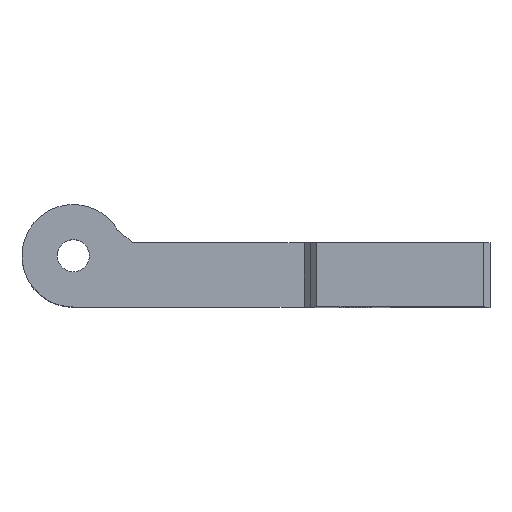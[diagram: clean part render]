
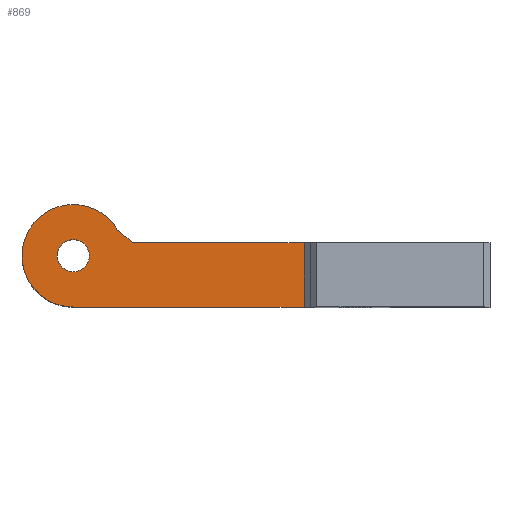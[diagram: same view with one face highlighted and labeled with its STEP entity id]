
A CAD part, top view. The second image highlights one B-rep face of the part: STEP entity #869.
In plain terms, the highlighted planar face has unit normal (0, 0, 1).
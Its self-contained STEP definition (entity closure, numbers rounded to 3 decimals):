
#38 = ORIENTED_EDGE ( 'NONE', *, *, #1223, .F. ) ;
#40 = AXIS2_PLACEMENT_3D ( 'NONE', #383, #1228, #1704 ) ;
#45 = VERTEX_POINT ( 'NONE', #1642 ) ;
#61 = AXIS2_PLACEMENT_3D ( 'NONE', #1225, #361, #650 ) ;
#89 = AXIS2_PLACEMENT_3D ( 'NONE', #267, #264, #577 ) ;
#117 = CARTESIAN_POINT ( 'NONE',  ( 37., 10., 42. ) ) ;
#160 = ORIENTED_EDGE ( 'NONE', *, *, #797, .T. ) ;
#227 = VERTEX_POINT ( 'NONE', #1659 ) ;
#264 = DIRECTION ( 'NONE',  ( 0., 0., 1. ) ) ;
#267 = CARTESIAN_POINT ( 'NONE',  ( 0., 8., 42. ) ) ;
#323 = CIRCLE ( 'NONE', #40, 8. ) ;
#356 = AXIS2_PLACEMENT_3D ( 'NONE', #760, #755, #1054 ) ;
#361 = DIRECTION ( 'NONE',  ( 0., 0., -1. ) ) ;
#383 = CARTESIAN_POINT ( 'NONE',  ( 0., 8., 42. ) ) ;
#391 = VERTEX_POINT ( 'NONE', #1880 ) ;
#415 = FACE_OUTER_BOUND ( 'NONE', #734, .T. ) ;
#417 = CARTESIAN_POINT ( 'NONE',  ( -2.5, 8., 42. ) ) ;
#445 = EDGE_LOOP ( 'NONE', ( #634, #978 ) ) ;
#464 = VERTEX_POINT ( 'NONE', #871 ) ;
#528 = VERTEX_POINT ( 'NONE', #417 ) ;
#553 = ORIENTED_EDGE ( 'NONE', *, *, #740, .F. ) ;
#565 = CARTESIAN_POINT ( 'NONE',  ( 37., 0., 42. ) ) ;
#577 = DIRECTION ( 'NONE',  ( 1., 0., 0. ) ) ;
#634 = ORIENTED_EDGE ( 'NONE', *, *, #1946, .F. ) ;
#641 = VECTOR ( 'NONE', #1917, 1000. ) ;
#643 = CARTESIAN_POINT ( 'NONE',  ( 36., 10., 42. ) ) ;
#650 = DIRECTION ( 'NONE',  ( -1., 0., 0. ) ) ;
#693 = LINE ( 'NONE', #1753, #985 ) ;
#726 = DIRECTION ( 'NONE',  ( 1., 0., 0. ) ) ;
#734 = EDGE_LOOP ( 'NONE', ( #160, #1866, #553, #981, #38, #1514 ) ) ;
#740 = EDGE_CURVE ( 'NONE', #464, #391, #323, .T. ) ;
#755 = DIRECTION ( 'NONE',  ( 0., 0., -1. ) ) ;
#760 = CARTESIAN_POINT ( 'NONE',  ( 37., 0., 42. ) ) ;
#767 = AXIS2_PLACEMENT_3D ( 'NONE', #1743, #982, #726 ) ;
#784 = FACE_BOUND ( 'NONE', #445, .T. ) ;
#797 = EDGE_CURVE ( 'NONE', #1276, #1184, #1069, .T. ) ;
#834 = DIRECTION ( 'NONE',  ( 0., 1., 0. ) ) ;
#869 = ADVANCED_FACE ( 'NONE', ( #784, #415 ), #1203, .F. ) ;
#871 = CARTESIAN_POINT ( 'NONE',  ( -8., 8., 42. ) ) ;
#978 = ORIENTED_EDGE ( 'NONE', *, *, #1470, .F. ) ;
#981 = ORIENTED_EDGE ( 'NONE', *, *, #1319, .F. ) ;
#982 = DIRECTION ( 'NONE',  ( 0., 0., 1. ) ) ;
#985 = VECTOR ( 'NONE', #1165, 1000. ) ;
#994 = VECTOR ( 'NONE', #1768, 1000. ) ;
#1051 = EDGE_CURVE ( 'NONE', #1184, #391, #693, .T. ) ;
#1054 = DIRECTION ( 'NONE',  ( -1., 0., 0. ) ) ;
#1069 = LINE ( 'NONE', #117, #641 ) ;
#1072 = CIRCLE ( 'NONE', #89, 2.5 ) ;
#1165 = DIRECTION ( 'NONE',  ( -0.77, 0.638, 0. ) ) ;
#1184 = VERTEX_POINT ( 'NONE', #1417 ) ;
#1203 = PLANE ( 'NONE',  #356 ) ;
#1223 = EDGE_CURVE ( 'NONE', #227, #1872, #1386, .T. ) ;
#1225 = CARTESIAN_POINT ( 'NONE',  ( 0., 8., 42. ) ) ;
#1228 = DIRECTION ( 'NONE',  ( 0., 0., -1. ) ) ;
#1253 = CARTESIAN_POINT ( 'NONE',  ( 0., 0., 42. ) ) ;
#1276 = VERTEX_POINT ( 'NONE', #643 ) ;
#1319 = EDGE_CURVE ( 'NONE', #1872, #464, #1344, .T. ) ;
#1344 = CIRCLE ( 'NONE', #61, 8. ) ;
#1386 = LINE ( 'NONE', #565, #994 ) ;
#1417 = CARTESIAN_POINT ( 'NONE',  ( 9.34, 10., 42. ) ) ;
#1470 = EDGE_CURVE ( 'NONE', #528, #45, #1543, .T. ) ;
#1514 = ORIENTED_EDGE ( 'NONE', *, *, #1860, .T. ) ;
#1530 = VECTOR ( 'NONE', #834, 1000. ) ;
#1543 = CIRCLE ( 'NONE', #767, 2.5 ) ;
#1597 = CARTESIAN_POINT ( 'NONE',  ( 36., 16., 42. ) ) ;
#1642 = CARTESIAN_POINT ( 'NONE',  ( 2.5, 8., 42. ) ) ;
#1659 = CARTESIAN_POINT ( 'NONE',  ( 36., 0., 42. ) ) ;
#1704 = DIRECTION ( 'NONE',  ( -1., 0., 0. ) ) ;
#1743 = CARTESIAN_POINT ( 'NONE',  ( 0., 8., 42. ) ) ;
#1753 = CARTESIAN_POINT ( 'NONE',  ( 30.641, -7.667, 42. ) ) ;
#1768 = DIRECTION ( 'NONE',  ( -1., 0., 0. ) ) ;
#1829 = LINE ( 'NONE', #1597, #1530 ) ;
#1860 = EDGE_CURVE ( 'NONE', #227, #1276, #1829, .T. ) ;
#1866 = ORIENTED_EDGE ( 'NONE', *, *, #1051, .T. ) ;
#1872 = VERTEX_POINT ( 'NONE', #1253 ) ;
#1880 = CARTESIAN_POINT ( 'NONE',  ( 6.928, 12., 42. ) ) ;
#1917 = DIRECTION ( 'NONE',  ( -1., 0., 0. ) ) ;
#1946 = EDGE_CURVE ( 'NONE', #45, #528, #1072, .T. ) ;
